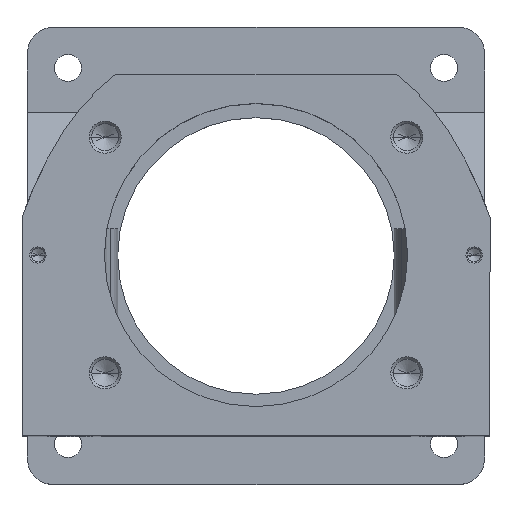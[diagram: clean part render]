
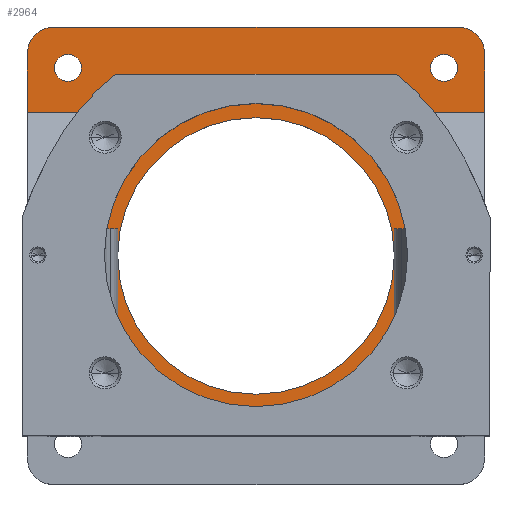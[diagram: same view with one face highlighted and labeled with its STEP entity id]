
A CAD part, top view. The second image highlights one B-rep face of the part: STEP entity #2964.
In plain terms, the highlighted planar face has unit normal (0, 0, 1).
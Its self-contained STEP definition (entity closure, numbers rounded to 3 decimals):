
#53 = VERTEX_POINT ( 'NONE', #4176 ) ;
#56 = DIRECTION ( 'NONE',  ( 0., 1., 0. ) ) ;
#99 = AXIS2_PLACEMENT_3D ( 'NONE', #1387, #4291, #1278 ) ;
#130 = DIRECTION ( 'NONE',  ( 1., 0., 0. ) ) ;
#164 = DIRECTION ( 'NONE',  ( 0., 0., 1. ) ) ;
#230 = ORIENTED_EDGE ( 'NONE', *, *, #1425, .F. ) ;
#254 = ORIENTED_EDGE ( 'NONE', *, *, #4328, .T. ) ;
#292 = ORIENTED_EDGE ( 'NONE', *, *, #652, .T. ) ;
#299 = VECTOR ( 'NONE', #4646, 1000. ) ;
#315 = LINE ( 'NONE', #2302, #1413 ) ;
#409 = CARTESIAN_POINT ( 'NONE',  ( -43., 43., 6. ) ) ;
#413 = ORIENTED_EDGE ( 'NONE', *, *, #4262, .F. ) ;
#463 = CIRCLE ( 'NONE', #4755, 2.55 ) ;
#485 = CARTESIAN_POINT ( 'NONE',  ( -43., -32., 6. ) ) ;
#518 = CARTESIAN_POINT ( 'NONE',  ( 43., 38., 6. ) ) ;
#538 = CARTESIAN_POINT ( 'NONE',  ( 38., 38., 6. ) ) ;
#617 = EDGE_CURVE ( 'NONE', #1103, #2156, #632, .T. ) ;
#632 = CIRCLE ( 'NONE', #3074, 26. ) ;
#648 = CARTESIAN_POINT ( 'NONE',  ( 43., 27., 6. ) ) ;
#652 = EDGE_CURVE ( 'NONE', #4354, #1836, #4093, .T. ) ;
#670 = ORIENTED_EDGE ( 'NONE', *, *, #1584, .T. ) ;
#695 = ORIENTED_EDGE ( 'NONE', *, *, #2200, .F. ) ;
#799 = EDGE_CURVE ( 'NONE', #1464, #867, #2218, .T. ) ;
#808 = CARTESIAN_POINT ( 'NONE',  ( -43., -43., 6. ) ) ;
#867 = VERTEX_POINT ( 'NONE', #2161 ) ;
#875 = FACE_BOUND ( 'NONE', #4592, .T. ) ;
#905 = FACE_OUTER_BOUND ( 'NONE', #3309, .T. ) ;
#938 = CIRCLE ( 'NONE', #3797, 2.55 ) ;
#961 = AXIS2_PLACEMENT_3D ( 'NONE', #3850, #1662, #3925 ) ;
#971 = VERTEX_POINT ( 'NONE', #648 ) ;
#1013 = ORIENTED_EDGE ( 'NONE', *, *, #617, .F. ) ;
#1065 = VERTEX_POINT ( 'NONE', #1768 ) ;
#1103 = VERTEX_POINT ( 'NONE', #2498 ) ;
#1179 = ORIENTED_EDGE ( 'NONE', *, *, #2840, .F. ) ;
#1197 = CARTESIAN_POINT ( 'NONE',  ( -38., 43., 6. ) ) ;
#1278 = DIRECTION ( 'NONE',  ( 1., 0., 0. ) ) ;
#1280 = EDGE_CURVE ( 'NONE', #53, #867, #3362, .T. ) ;
#1312 = DIRECTION ( 'NONE',  ( 0., 0., 1. ) ) ;
#1333 = CARTESIAN_POINT ( 'NONE',  ( 29., 5., 6. ) ) ;
#1371 = CARTESIAN_POINT ( 'NONE',  ( 35.355, 35.355, 6. ) ) ;
#1387 = CARTESIAN_POINT ( 'NONE',  ( 0., 0., 6. ) ) ;
#1388 = EDGE_LOOP ( 'NONE', ( #230, #1013 ) ) ;
#1413 = VECTOR ( 'NONE', #56, 1000. ) ;
#1414 = CIRCLE ( 'NONE', #99, 26. ) ;
#1425 = EDGE_CURVE ( 'NONE', #2156, #1103, #1414, .T. ) ;
#1464 = VERTEX_POINT ( 'NONE', #2125 ) ;
#1513 = DIRECTION ( 'NONE',  ( 0., -1., 0. ) ) ;
#1522 = VERTEX_POINT ( 'NONE', #1197 ) ;
#1557 = PLANE ( 'NONE',  #4795 ) ;
#1584 = EDGE_CURVE ( 'NONE', #2989, #1522, #2315, .T. ) ;
#1602 = ORIENTED_EDGE ( 'NONE', *, *, #4016, .T. ) ;
#1618 = CARTESIAN_POINT ( 'NONE',  ( -43., 27., 6. ) ) ;
#1662 = DIRECTION ( 'NONE',  ( 0., 0., 1. ) ) ;
#1703 = CARTESIAN_POINT ( 'NONE',  ( -43., 27., 6. ) ) ;
#1719 = VECTOR ( 'NONE', #4101, 1000. ) ;
#1725 = VERTEX_POINT ( 'NONE', #2728 ) ;
#1768 = CARTESIAN_POINT ( 'NONE',  ( 37.905, 35.355, 6. ) ) ;
#1836 = VERTEX_POINT ( 'NONE', #3927 ) ;
#1853 = CARTESIAN_POINT ( 'NONE',  ( -32.805, 35.355, 6. ) ) ;
#1855 = LINE ( 'NONE', #1333, #299 ) ;
#1929 = DIRECTION ( 'NONE',  ( 1., 0., 0. ) ) ;
#2017 = ORIENTED_EDGE ( 'NONE', *, *, #3083, .F. ) ;
#2054 = DIRECTION ( 'NONE',  ( -1., 0., 0. ) ) ;
#2065 = EDGE_LOOP ( 'NONE', ( #2625, #1179 ) ) ;
#2072 = VECTOR ( 'NONE', #2355, 1000. ) ;
#2078 = FACE_BOUND ( 'NONE', #1388, .T. ) ;
#2095 = AXIS2_PLACEMENT_3D ( 'NONE', #2970, #1312, #3360 ) ;
#2125 = CARTESIAN_POINT ( 'NONE',  ( -29., 27., 6. ) ) ;
#2156 = VERTEX_POINT ( 'NONE', #4764 ) ;
#2157 = VECTOR ( 'NONE', #2054, 1000. ) ;
#2161 = CARTESIAN_POINT ( 'NONE',  ( -29., -32., 6. ) ) ;
#2200 = EDGE_CURVE ( 'NONE', #971, #1725, #2632, .T. ) ;
#2205 = VECTOR ( 'NONE', #3757, 1000. ) ;
#2218 = LINE ( 'NONE', #3423, #1719 ) ;
#2302 = CARTESIAN_POINT ( 'NONE',  ( 43., 43., 6. ) ) ;
#2315 = LINE ( 'NONE', #409, #2205 ) ;
#2330 = EDGE_CURVE ( 'NONE', #971, #2395, #315, .T. ) ;
#2355 = DIRECTION ( 'NONE',  ( -1., 0., 0. ) ) ;
#2395 = VERTEX_POINT ( 'NONE', #518 ) ;
#2468 = VERTEX_POINT ( 'NONE', #3896 ) ;
#2498 = CARTESIAN_POINT ( 'NONE',  ( 26., 0., 6. ) ) ;
#2625 = ORIENTED_EDGE ( 'NONE', *, *, #3302, .F. ) ;
#2632 = LINE ( 'NONE', #1618, #4471 ) ;
#2655 = DIRECTION ( 'NONE',  ( 0., 0., 1. ) ) ;
#2670 = DIRECTION ( 'NONE',  ( 1., 0., 0. ) ) ;
#2728 = CARTESIAN_POINT ( 'NONE',  ( 29., 27., 6. ) ) ;
#2737 = DIRECTION ( 'NONE',  ( 1., 0., 0. ) ) ;
#2739 = CARTESIAN_POINT ( 'NONE',  ( -43., 43., 6. ) ) ;
#2805 = FACE_BOUND ( 'NONE', #2065, .T. ) ;
#2840 = EDGE_CURVE ( 'NONE', #4141, #3220, #3135, .T. ) ;
#2842 = CARTESIAN_POINT ( 'NONE',  ( -43., 38., 6. ) ) ;
#2846 = ORIENTED_EDGE ( 'NONE', *, *, #1280, .F. ) ;
#2856 = DIRECTION ( 'NONE',  ( 0., 0., 1. ) ) ;
#2964 = ADVANCED_FACE ( 'NONE', ( #875, #2805, #905, #2078 ), #1557, .T. ) ;
#2970 = CARTESIAN_POINT ( 'NONE',  ( 35.355, 35.355, 6. ) ) ;
#2971 = ORIENTED_EDGE ( 'NONE', *, *, #4056, .F. ) ;
#2989 = VERTEX_POINT ( 'NONE', #3404 ) ;
#3074 = AXIS2_PLACEMENT_3D ( 'NONE', #4431, #2655, #2670 ) ;
#3083 = EDGE_CURVE ( 'NONE', #1725, #53, #1855, .T. ) ;
#3135 = CIRCLE ( 'NONE', #4757, 2.55 ) ;
#3220 = VERTEX_POINT ( 'NONE', #4201 ) ;
#3276 = CIRCLE ( 'NONE', #961, 5. ) ;
#3302 = EDGE_CURVE ( 'NONE', #3220, #4141, #938, .T. ) ;
#3309 = EDGE_LOOP ( 'NONE', ( #670, #1602, #292, #2971, #4080, #2846, #2017, #695, #3373, #254 ) ) ;
#3336 = CIRCLE ( 'NONE', #4357, 5. ) ;
#3349 = EDGE_CURVE ( 'NONE', #2468, #1065, #463, .T. ) ;
#3360 = DIRECTION ( 'NONE',  ( 1., 0., 0. ) ) ;
#3362 = LINE ( 'NONE', #485, #2072 ) ;
#3373 = ORIENTED_EDGE ( 'NONE', *, *, #2330, .T. ) ;
#3404 = CARTESIAN_POINT ( 'NONE',  ( 38., 43., 6. ) ) ;
#3417 = DIRECTION ( 'NONE',  ( 0., 0., 1. ) ) ;
#3423 = CARTESIAN_POINT ( 'NONE',  ( -29., 5., 6. ) ) ;
#3518 = DIRECTION ( 'NONE',  ( 1., 0., 0. ) ) ;
#3746 = CIRCLE ( 'NONE', #2095, 2.55 ) ;
#3757 = DIRECTION ( 'NONE',  ( -1., 0., 0. ) ) ;
#3797 = AXIS2_PLACEMENT_3D ( 'NONE', #3985, #4012, #2737 ) ;
#3850 = CARTESIAN_POINT ( 'NONE',  ( -38., 38., 6. ) ) ;
#3896 = CARTESIAN_POINT ( 'NONE',  ( 32.805, 35.355, 6. ) ) ;
#3900 = CARTESIAN_POINT ( 'NONE',  ( -35.355, 35.355, 6. ) ) ;
#3925 = DIRECTION ( 'NONE',  ( 1., 0., 0. ) ) ;
#3927 = CARTESIAN_POINT ( 'NONE',  ( -43., 27., 6. ) ) ;
#3985 = CARTESIAN_POINT ( 'NONE',  ( -35.355, 35.355, 6. ) ) ;
#4012 = DIRECTION ( 'NONE',  ( 0., 0., 1. ) ) ;
#4016 = EDGE_CURVE ( 'NONE', #1522, #4354, #3276, .T. ) ;
#4034 = LINE ( 'NONE', #1703, #2157 ) ;
#4056 = EDGE_CURVE ( 'NONE', #1464, #1836, #4034, .T. ) ;
#4080 = ORIENTED_EDGE ( 'NONE', *, *, #799, .T. ) ;
#4093 = LINE ( 'NONE', #2739, #4156 ) ;
#4101 = DIRECTION ( 'NONE',  ( 0., -1., 0. ) ) ;
#4141 = VERTEX_POINT ( 'NONE', #1853 ) ;
#4156 = VECTOR ( 'NONE', #1513, 1000. ) ;
#4176 = CARTESIAN_POINT ( 'NONE',  ( 29., -32., 6. ) ) ;
#4201 = CARTESIAN_POINT ( 'NONE',  ( -37.905, 35.355, 6. ) ) ;
#4242 = DIRECTION ( 'NONE',  ( 0., 0., 1. ) ) ;
#4262 = EDGE_CURVE ( 'NONE', #1065, #2468, #3746, .T. ) ;
#4291 = DIRECTION ( 'NONE',  ( 0., 0., 1. ) ) ;
#4312 = DIRECTION ( 'NONE',  ( 1., 0., 0. ) ) ;
#4328 = EDGE_CURVE ( 'NONE', #2395, #2989, #3336, .T. ) ;
#4354 = VERTEX_POINT ( 'NONE', #2842 ) ;
#4357 = AXIS2_PLACEMENT_3D ( 'NONE', #538, #164, #130 ) ;
#4431 = CARTESIAN_POINT ( 'NONE',  ( 0., 0., 6. ) ) ;
#4471 = VECTOR ( 'NONE', #4703, 1000. ) ;
#4592 = EDGE_LOOP ( 'NONE', ( #4736, #413 ) ) ;
#4646 = DIRECTION ( 'NONE',  ( 0., -1., 0. ) ) ;
#4703 = DIRECTION ( 'NONE',  ( -1., 0., 0. ) ) ;
#4736 = ORIENTED_EDGE ( 'NONE', *, *, #3349, .F. ) ;
#4755 = AXIS2_PLACEMENT_3D ( 'NONE', #1371, #2856, #3518 ) ;
#4757 = AXIS2_PLACEMENT_3D ( 'NONE', #3900, #4242, #4312 ) ;
#4764 = CARTESIAN_POINT ( 'NONE',  ( -26., 0., 6. ) ) ;
#4795 = AXIS2_PLACEMENT_3D ( 'NONE', #808, #3417, #1929 ) ;
